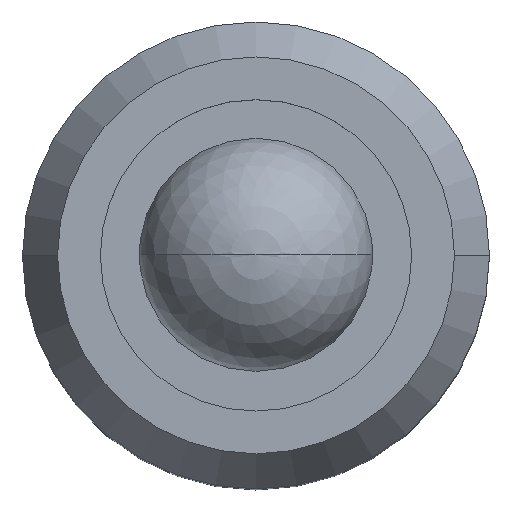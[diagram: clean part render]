
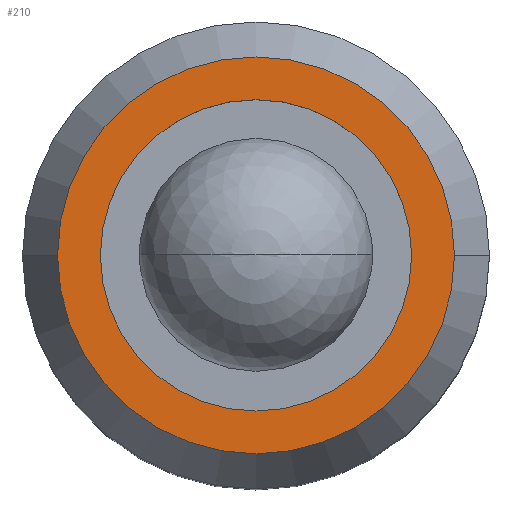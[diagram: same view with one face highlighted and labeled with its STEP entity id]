
A CAD part, top view. The second image highlights one B-rep face of the part: STEP entity #210.
In plain terms, the highlighted planar face has unit normal (0, 0, 1).
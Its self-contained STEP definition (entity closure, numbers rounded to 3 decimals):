
#150=EDGE_CURVE('',#206,#156,#368,.T.);
#152=EDGE_CURVE('',#156,#206,#370,.T.);
#156=VERTEX_POINT('',#374);
#170=EDGE_CURVE('',#268,#256,#388,.T.);
#206=VERTEX_POINT('',#427);
#210=ADVANCED_FACE('',(#431,#432),#433,.T.);
#222=EDGE_CURVE('',#256,#268,#446,.T.);
#256=VERTEX_POINT('',#485);
#268=VERTEX_POINT('',#498);
#368=CIRCLE('',#603,5.1);
#370=CIRCLE('',#606,5.1);
#374=CARTESIAN_POINT('',(5.1,0.,0.));
#388=CIRCLE('',#631,4.0);
#427=CARTESIAN_POINT('',(-5.1,0.,0.));
#431=FACE_OUTER_BOUND('',#686,.T.);
#432=FACE_BOUND('',#687,.T.);
#433=PLANE('',#688);
#446=CIRCLE('',#705,4.0);
#485=CARTESIAN_POINT('',(-4.0,0.,0.));
#498=CARTESIAN_POINT('',(4.0,0.,0.));
#603=AXIS2_PLACEMENT_3D('',#893,#894,#895);
#606=AXIS2_PLACEMENT_3D('',#896,#897,#898);
#631=AXIS2_PLACEMENT_3D('',#912,#913,#914);
#686=EDGE_LOOP('',(#960,#961));
#687=EDGE_LOOP('',(#962,#963));
#688=AXIS2_PLACEMENT_3D('',#964,#965,#966);
#705=AXIS2_PLACEMENT_3D('',#979,#980,#981);
#893=CARTESIAN_POINT('',(0.,0.,0.));
#894=DIRECTION('',(0.0,0.0,1.0));
#895=DIRECTION('',(-1.0,0.,0.0));
#896=CARTESIAN_POINT('',(0.,0.,0.));
#897=DIRECTION('',(0.0,0.0,1.0));
#898=DIRECTION('',(-1.0,0.,0.0));
#912=CARTESIAN_POINT('',(0.,0.,0.));
#913=DIRECTION('',(0.0,0.0,1.0));
#914=DIRECTION('',(-1.0,0.,0.0));
#960=ORIENTED_EDGE('',*,*,#150,.T.);
#961=ORIENTED_EDGE('',*,*,#152,.T.);
#962=ORIENTED_EDGE('',*,*,#222,.F.);
#963=ORIENTED_EDGE('',*,*,#170,.F.);
#964=CARTESIAN_POINT('',(-4.55,0.,0.));
#965=DIRECTION('',(0.0,0.0,1.0));
#966=DIRECTION('',(-1.0,0.,0.0));
#979=CARTESIAN_POINT('',(0.,0.,0.));
#980=DIRECTION('',(0.0,0.0,1.0));
#981=DIRECTION('',(-1.0,0.,0.0));
